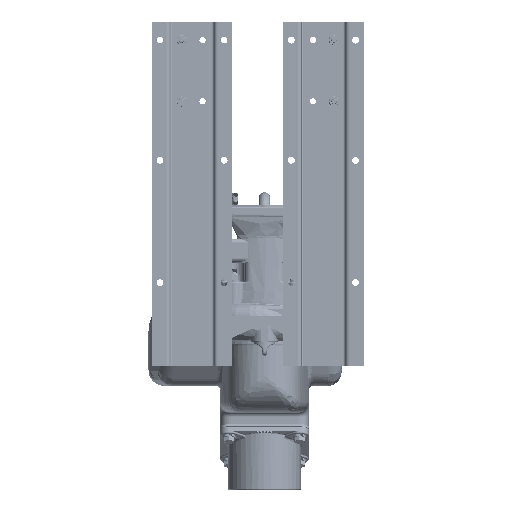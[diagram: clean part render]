
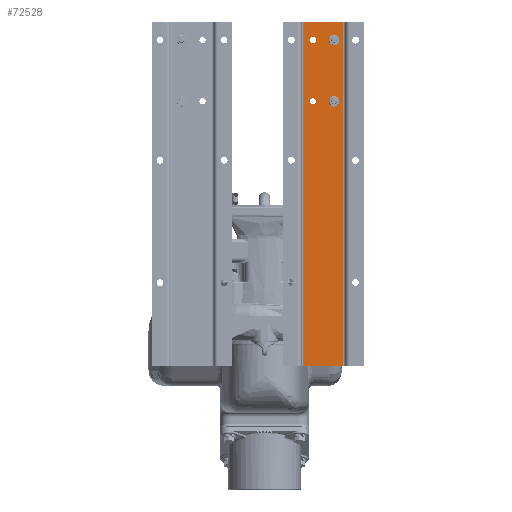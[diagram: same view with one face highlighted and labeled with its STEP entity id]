
A CAD part, front view. The second image highlights one B-rep face of the part: STEP entity #72528.
In plain terms, the highlighted face is planar.
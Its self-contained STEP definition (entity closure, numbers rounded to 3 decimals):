
#5624=FACE_BOUND('',#17159,.T.);
#5625=FACE_BOUND('',#17160,.T.);
#5626=FACE_BOUND('',#17161,.T.);
#5627=FACE_BOUND('',#17162,.T.);
#7624=PLANE('',#80126);
#12036=FACE_OUTER_BOUND('',#17158,.T.);
#17158=EDGE_LOOP('',(#66514,#66515,#66516,#66517));
#17159=EDGE_LOOP('',(#66518));
#17160=EDGE_LOOP('',(#66519));
#17161=EDGE_LOOP('',(#66520));
#17162=EDGE_LOOP('',(#66521));
#21234=LINE('',#190941,#25345);
#21237=LINE('',#190949,#25348);
#21241=LINE('',#190961,#25352);
#21255=LINE('',#190995,#25366);
#25345=VECTOR('',#98414,0.394);
#25348=VECTOR('',#98423,0.394);
#25352=VECTOR('',#98437,0.394);
#25366=VECTOR('',#98475,0.394);
#28752=CIRCLE('',#80060,0.172);
#28754=CIRCLE('',#80063,0.172);
#28756=CIRCLE('',#80066,0.172);
#28758=CIRCLE('',#80069,0.172);
#35251=VERTEX_POINT('',#190827);
#35253=VERTEX_POINT('',#190832);
#35255=VERTEX_POINT('',#190837);
#35257=VERTEX_POINT('',#190842);
#35296=VERTEX_POINT('',#190938);
#35297=VERTEX_POINT('',#190940);
#35299=VERTEX_POINT('',#190948);
#35302=VERTEX_POINT('',#190960);
#45641=EDGE_CURVE('',#35251,#35251,#28752,.T.);
#45643=EDGE_CURVE('',#35253,#35253,#28754,.T.);
#45645=EDGE_CURVE('',#35255,#35255,#28756,.T.);
#45647=EDGE_CURVE('',#35257,#35257,#28758,.T.);
#45692=EDGE_CURVE('',#35296,#35297,#21234,.T.);
#45696=EDGE_CURVE('',#35299,#35297,#21237,.T.);
#45702=EDGE_CURVE('',#35299,#35302,#21241,.T.);
#45720=EDGE_CURVE('',#35296,#35302,#21255,.T.);
#66514=ORIENTED_EDGE('',*,*,#45696,.T.);
#66515=ORIENTED_EDGE('',*,*,#45692,.F.);
#66516=ORIENTED_EDGE('',*,*,#45720,.T.);
#66517=ORIENTED_EDGE('',*,*,#45702,.F.);
#66518=ORIENTED_EDGE('',*,*,#45641,.T.);
#66519=ORIENTED_EDGE('',*,*,#45643,.T.);
#66520=ORIENTED_EDGE('',*,*,#45645,.T.);
#66521=ORIENTED_EDGE('',*,*,#45647,.T.);
#72528=ADVANCED_FACE('',(#12036,#5624,#5625,#5626,#5627),#7624,.T.);
#80060=AXIS2_PLACEMENT_3D('',#190828,#98302,#98303);
#80063=AXIS2_PLACEMENT_3D('',#190833,#98308,#98309);
#80066=AXIS2_PLACEMENT_3D('',#190838,#98314,#98315);
#80069=AXIS2_PLACEMENT_3D('',#190843,#98320,#98321);
#80126=AXIS2_PLACEMENT_3D('',#190997,#98478,#98479);
#98302=DIRECTION('center_axis',(0.,0.,-1.));
#98303=DIRECTION('ref_axis',(-1.,0.,0.));
#98308=DIRECTION('center_axis',(0.,0.,-1.));
#98309=DIRECTION('ref_axis',(-1.,0.,0.));
#98314=DIRECTION('center_axis',(0.,0.,-1.));
#98315=DIRECTION('ref_axis',(-1.,0.,0.));
#98320=DIRECTION('center_axis',(0.,0.,-1.));
#98321=DIRECTION('ref_axis',(-1.,0.,0.));
#98414=DIRECTION('',(1.,0.,0.));
#98423=DIRECTION('',(0.,1.,0.));
#98437=DIRECTION('',(-1.,0.,0.));
#98475=DIRECTION('',(0.,-1.,0.));
#98478=DIRECTION('center_axis',(0.,0.,1.));
#98479=DIRECTION('ref_axis',(1.,0.,0.));
#190827=CARTESIAN_POINT('',(0.752,1.,0.105));
#190828=CARTESIAN_POINT('Origin',(0.58,1.,0.105));
#190832=CARTESIAN_POINT('',(0.752,4.38,0.105));
#190833=CARTESIAN_POINT('Origin',(0.58,4.38,0.105));
#190837=CARTESIAN_POINT('',(-0.409,4.38,0.105));
#190838=CARTESIAN_POINT('Origin',(-0.58,4.38,0.105));
#190842=CARTESIAN_POINT('',(-0.409,1.,0.105));
#190843=CARTESIAN_POINT('Origin',(-0.58,1.,0.105));
#190938=CARTESIAN_POINT('',(-1.106,19.,0.105));
#190940=CARTESIAN_POINT('',(1.106,19.,0.105));
#190941=CARTESIAN_POINT('',(1.315,19.,0.105));
#190948=CARTESIAN_POINT('',(1.106,0.,0.105));
#190949=CARTESIAN_POINT('',(1.106,14.25,0.105));
#190960=CARTESIAN_POINT('',(-1.106,0.,0.105));
#190961=CARTESIAN_POINT('',(-1.315,0.,0.105));
#190995=CARTESIAN_POINT('',(-1.106,4.75,0.105));
#190997=CARTESIAN_POINT('Origin',(0.,9.5,0.105));
